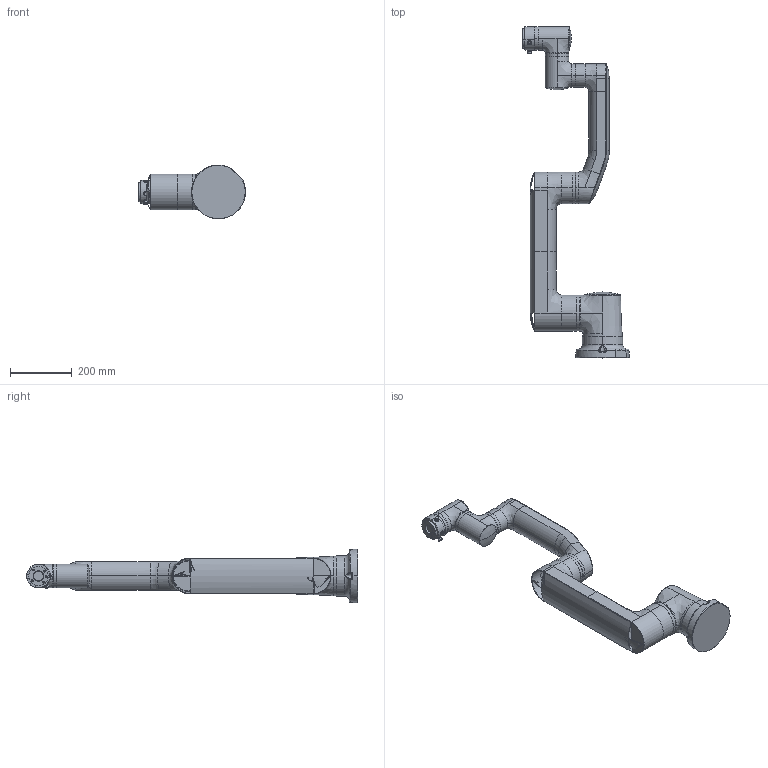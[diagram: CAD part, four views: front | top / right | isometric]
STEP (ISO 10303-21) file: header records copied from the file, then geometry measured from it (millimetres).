
FILE_DESCRIPTION (( 'STEP AP214' ), '1' );
FILE_NAME ('S5-潠趙耀倰.STEP', '2025-11-24T00:36:14', ( '' ), ( '' ), 'SwSTEP 2.0', 'SolidWorks 2024', '' );
FILE_SCHEMA (( 'AUTOMOTIVE_DESIGN' ));
Length unit declared in the file: millimetre
Products named in the file (8): S5-简化模型; S5-基座简化; S5-小臂装配-简化; S5-ID5-M14S; S5大臂装配-简化; M25S-关节-简化; S5-末端; S5-ID6-M14S
Assembly tree (7 placements, depth 2):
  S5-简化模型
    S5大臂装配-简化
    S5-基座简化
    M25S-关节-简化
    S5-小臂装配-简化
    S5-ID5-M14S
    S5-ID6-M14S
    S5-末端
Bounding box: 345.32 x 1071.52 x 173.96 mm (x, y, z)
Volume: 16328002.2 mm3; surface area: 506537.7 mm2
Topology: 6 solids, 9 shells, 467 faces, 1052 edges, 636 vertices
Faces by surface type: cylinder 144, plane 120, bspline 78, torus 55, cone 53, sphere 17
Entity records: 45238 total; most frequent: CARTESIAN_POINT 30216, ORIENTED_EDGE 2086, DIRECTION 2056, EDGE_CURVE 1045, AXIS2_PLACEMENT_3D 867, VERTEX_POINT 636, EDGE_LOOP 509, FACE_OUTER_BOUND 467
